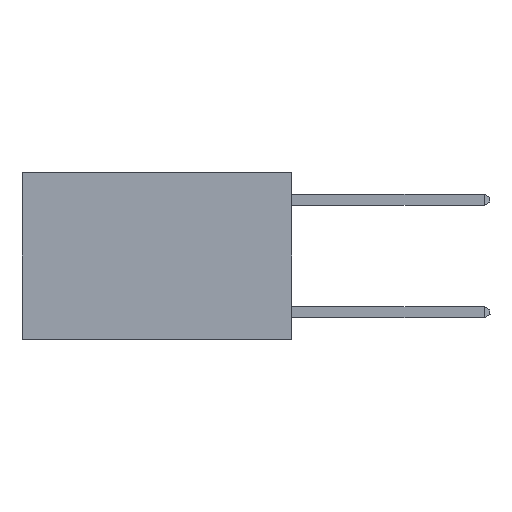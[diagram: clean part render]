
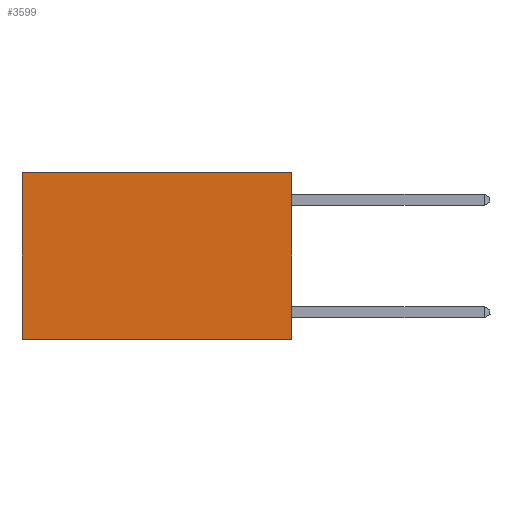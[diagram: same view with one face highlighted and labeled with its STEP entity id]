
A CAD part, left-side view. The second image highlights one B-rep face of the part: STEP entity #3599.
In plain terms, the highlighted planar face has unit normal (-1, 0, 0).
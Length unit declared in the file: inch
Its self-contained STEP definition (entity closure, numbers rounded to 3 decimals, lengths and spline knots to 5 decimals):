
#78 = CARTESIAN_POINT ( 'NONE',  ( 0.2625, 0., -0.37 ) ) ;
#428 = FACE_OUTER_BOUND ( 'NONE', #3310, .T. ) ;
#811 = ORIENTED_EDGE ( 'NONE', *, *, #3196, .F. ) ;
#875 = VERTEX_POINT ( 'NONE', #6007 ) ;
#1085 = CARTESIAN_POINT ( 'NONE',  ( 0.2625, 0., 0. ) ) ;
#1100 = AXIS2_PLACEMENT_3D ( 'NONE', #1684, #3562, #6051 ) ;
#1355 = ORIENTED_EDGE ( 'NONE', *, *, #1950, .F. ) ;
#1392 = VECTOR ( 'NONE', #3056, 39.37008 ) ;
#1466 = VERTEX_POINT ( 'NONE', #5557 ) ;
#1659 = LINE ( 'NONE', #6104, #4494 ) ;
#1684 = CARTESIAN_POINT ( 'NONE',  ( 0.2625, 0., 0. ) ) ;
#1950 = EDGE_CURVE ( 'NONE', #875, #6694, #2888, .T. ) ;
#1959 = ORIENTED_EDGE ( 'NONE', *, *, #7170, .T. ) ;
#1961 = LINE ( 'NONE', #3801, #1392 ) ;
#2888 = LINE ( 'NONE', #1085, #5090 ) ;
#2967 = DIRECTION ( 'NONE',  ( 0., 0., -1. ) ) ;
#2969 = DIRECTION ( 'NONE',  ( 0., 1., 0. ) ) ;
#3056 = DIRECTION ( 'NONE',  ( 0., 0., -1. ) ) ;
#3196 = EDGE_CURVE ( 'NONE', #6694, #4818, #1659, .T. ) ;
#3310 = EDGE_LOOP ( 'NONE', ( #1959, #811, #1355, #6496 ) ) ;
#3494 = LINE ( 'NONE', #6134, #6170 ) ;
#3499 = EDGE_CURVE ( 'NONE', #875, #1466, #3494, .T. ) ;
#3529 = DIRECTION ( 'NONE',  ( 0., 1., 0. ) ) ;
#3562 = DIRECTION ( 'NONE',  ( 1., 0., 0. ) ) ;
#3599 = ADVANCED_FACE ( 'NONE', ( #428 ), #4803, .F. ) ;
#3801 = CARTESIAN_POINT ( 'NONE',  ( 0.2625, 0.6, 0. ) ) ;
#4494 = VECTOR ( 'NONE', #2969, 39.37008 ) ;
#4803 = PLANE ( 'NONE',  #1100 ) ;
#4818 = VERTEX_POINT ( 'NONE', #7454 ) ;
#5090 = VECTOR ( 'NONE', #2967, 39.37008 ) ;
#5557 = CARTESIAN_POINT ( 'NONE',  ( 0.2625, 0.6, 0. ) ) ;
#6007 = CARTESIAN_POINT ( 'NONE',  ( 0.2625, 0., 0. ) ) ;
#6051 = DIRECTION ( 'NONE',  ( 0., 0., -1. ) ) ;
#6104 = CARTESIAN_POINT ( 'NONE',  ( 0.2625, 0., -0.37 ) ) ;
#6134 = CARTESIAN_POINT ( 'NONE',  ( 0.2625, 0., 0. ) ) ;
#6170 = VECTOR ( 'NONE', #3529, 39.37008 ) ;
#6496 = ORIENTED_EDGE ( 'NONE', *, *, #3499, .T. ) ;
#6694 = VERTEX_POINT ( 'NONE', #78 ) ;
#7170 = EDGE_CURVE ( 'NONE', #1466, #4818, #1961, .T. ) ;
#7454 = CARTESIAN_POINT ( 'NONE',  ( 0.2625, 0.6, -0.37 ) ) ;
